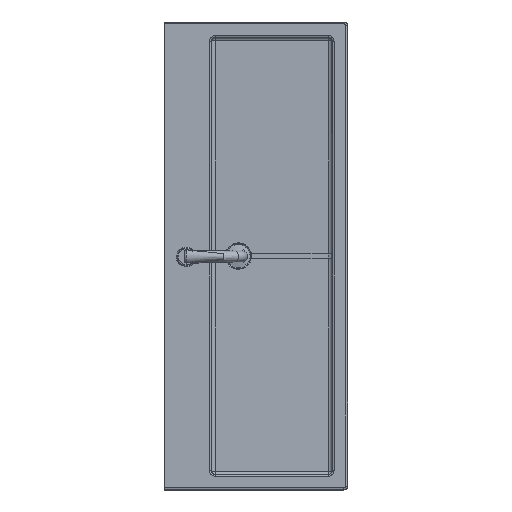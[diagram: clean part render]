
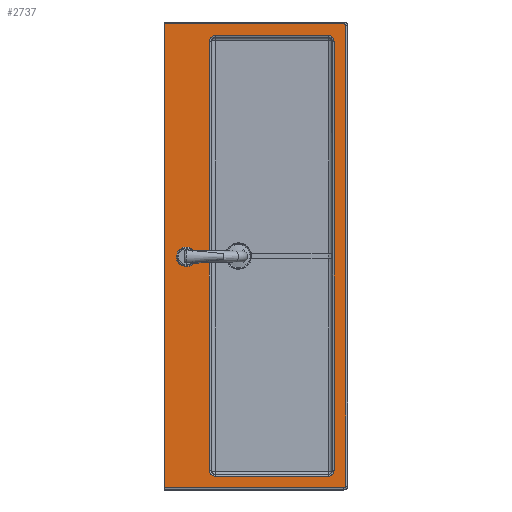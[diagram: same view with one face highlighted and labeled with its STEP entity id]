
A CAD part, top view. The second image highlights one B-rep face of the part: STEP entity #2737.
In plain terms, the highlighted planar face has unit normal (0, 0, 1).
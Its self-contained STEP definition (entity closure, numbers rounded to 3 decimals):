
#2513=CARTESIAN_POINT('',(1058.157,-8.821,130.0));
#2514=VERTEX_POINT('',#2513);
#2533=CARTESIAN_POINT('',(1063.157,-3.821,130.0));
#2534=VERTEX_POINT('',#2533);
#2542=CARTESIAN_POINT('',(1058.157,-3.821,130.0));
#2543=DIRECTION('',(0.0,0.0,-1.));
#2544=DIRECTION('',(0.707,-0.707,0.0));
#2545=AXIS2_PLACEMENT_3D('',#2542,#2543,#2544);
#2546=CIRCLE('',#2545,5.);
#2547=EDGE_CURVE('',#2534,#2514,#2546,.T.);
#2609=CARTESIAN_POINT('',(468.157,221.179,130.0));
#2610=DIRECTION('',(0.0,0.0,1.0));
#2611=DIRECTION('',(1.0,0.0,0.0));
#2612=AXIS2_PLACEMENT_3D('',#2609,#2610,#2611);
#2613=PLANE('',#2612);
#2614=ORIENTED_EDGE('',*,*,#2547,.F.);
#2615=CARTESIAN_POINT('',(1063.157,456.179,130.0));
#2616=VERTEX_POINT('',#2615);
#2617=CARTESIAN_POINT('',(1063.157,456.179,130.0));
#2618=DIRECTION('',(0.0,-1.0,0.0));
#2619=VECTOR('',#2618,460.);
#2620=LINE('',#2617,#2619);
#2621=EDGE_CURVE('',#2616,#2534,#2620,.T.);
#2622=ORIENTED_EDGE('',*,*,#2621,.F.);
#2623=CARTESIAN_POINT('',(-126.843,456.179,130.0));
#2624=VERTEX_POINT('',#2623);
#2625=CARTESIAN_POINT('',(-126.843,456.179,130.0));
#2626=DIRECTION('',(1.0,0.0,0.0));
#2627=VECTOR('',#2626,1190.0);
#2628=LINE('',#2625,#2627);
#2629=EDGE_CURVE('',#2624,#2616,#2628,.T.);
#2630=ORIENTED_EDGE('',*,*,#2629,.F.);
#2631=CARTESIAN_POINT('',(-126.843,-3.821,130.0));
#2632=VERTEX_POINT('',#2631);
#2633=CARTESIAN_POINT('',(-126.843,-3.821,130.0));
#2634=DIRECTION('',(0.0,1.0,0.0));
#2635=VECTOR('',#2634,460.);
#2636=LINE('',#2633,#2635);
#2637=EDGE_CURVE('',#2632,#2624,#2636,.T.);
#2638=ORIENTED_EDGE('',*,*,#2637,.F.);
#2639=CARTESIAN_POINT('',(-121.843,-8.821,130.0));
#2640=VERTEX_POINT('',#2639);
#2641=CARTESIAN_POINT('',(-121.843,-3.821,130.0));
#2642=DIRECTION('',(0.0,0.0,-1.));
#2643=DIRECTION('',(-0.707,-0.707,0.0));
#2644=AXIS2_PLACEMENT_3D('',#2641,#2642,#2643);
#2645=CIRCLE('',#2644,5.0);
#2646=EDGE_CURVE('',#2640,#2632,#2645,.T.);
#2647=ORIENTED_EDGE('',*,*,#2646,.F.);
#2648=CARTESIAN_POINT('',(1058.157,-8.821,130.0));
#2649=DIRECTION('',(-1.0,0.0,0.0));
#2650=VECTOR('',#2649,1180.0);
#2651=LINE('',#2648,#2650);
#2652=EDGE_CURVE('',#2514,#2640,#2651,.T.);
#2653=ORIENTED_EDGE('',*,*,#2652,.F.);
#2654=EDGE_LOOP('',(#2614,#2622,#2630,#2638,#2647,#2653));
#2655=FACE_OUTER_BOUND('',#2654,.T.);
#2656=CARTESIAN_POINT('',(490.657,399.587,130.0));
#2657=VERTEX_POINT('',#2656);
#2658=CARTESIAN_POINT('',(468.157,399.587,130.0));
#2659=DIRECTION('',(0.0,0.0,1.0));
#2660=DIRECTION('',(-1.0,0.0,0.0));
#2661=AXIS2_PLACEMENT_3D('',#2658,#2659,#2660);
#2662=CIRCLE('',#2661,22.5);
#2663=EDGE_CURVE('',#2657,#2657,#2662,.T.);
#2664=ORIENTED_EDGE('',*,*,#2663,.F.);
#2665=EDGE_LOOP('',(#2664));
#2666=FACE_BOUND('',#2665,.T.);
#2667=CARTESIAN_POINT('',(-96.843,326.179,130.0));
#2668=VERTEX_POINT('',#2667);
#2669=CARTESIAN_POINT('',(-96.843,36.179,130.0));
#2670=VERTEX_POINT('',#2669);
#2671=CARTESIAN_POINT('',(-96.843,326.179,130.0));
#2672=DIRECTION('',(0.0,-1.0,0.0));
#2673=VECTOR('',#2672,290.);
#2674=LINE('',#2671,#2673);
#2675=EDGE_CURVE('',#2668,#2670,#2674,.T.);
#2676=ORIENTED_EDGE('',*,*,#2675,.F.);
#2677=CARTESIAN_POINT('',(-81.843,341.179,130.0));
#2678=VERTEX_POINT('',#2677);
#2679=CARTESIAN_POINT('',(-81.843,326.179,130.0));
#2680=DIRECTION('',(0.0,0.0,1.0));
#2681=DIRECTION('',(-0.707,0.707,0.0));
#2682=AXIS2_PLACEMENT_3D('',#2679,#2680,#2681);
#2683=CIRCLE('',#2682,15.);
#2684=EDGE_CURVE('',#2678,#2668,#2683,.T.);
#2685=ORIENTED_EDGE('',*,*,#2684,.F.);
#2686=CARTESIAN_POINT('',(1018.157,341.179,130.0));
#2687=VERTEX_POINT('',#2686);
#2688=CARTESIAN_POINT('',(1018.157,341.179,130.0));
#2689=DIRECTION('',(-1.0,0.0,0.0));
#2690=VECTOR('',#2689,1100.);
#2691=LINE('',#2688,#2690);
#2692=EDGE_CURVE('',#2687,#2678,#2691,.T.);
#2693=ORIENTED_EDGE('',*,*,#2692,.F.);
#2694=CARTESIAN_POINT('',(1033.157,326.179,130.0));
#2695=VERTEX_POINT('',#2694);
#2696=CARTESIAN_POINT('',(1018.157,326.179,130.0));
#2697=DIRECTION('',(0.0,0.0,1.));
#2698=DIRECTION('',(0.707,0.707,0.0));
#2699=AXIS2_PLACEMENT_3D('',#2696,#2697,#2698);
#2700=CIRCLE('',#2699,15.);
#2701=EDGE_CURVE('',#2695,#2687,#2700,.T.);
#2702=ORIENTED_EDGE('',*,*,#2701,.F.);
#2703=CARTESIAN_POINT('',(1033.157,36.179,130.0));
#2704=VERTEX_POINT('',#2703);
#2705=CARTESIAN_POINT('',(1033.157,36.179,130.0));
#2706=DIRECTION('',(0.0,1.0,0.0));
#2707=VECTOR('',#2706,290.);
#2708=LINE('',#2705,#2707);
#2709=EDGE_CURVE('',#2704,#2695,#2708,.T.);
#2710=ORIENTED_EDGE('',*,*,#2709,.F.);
#2711=CARTESIAN_POINT('',(1018.157,21.179,130.0));
#2712=VERTEX_POINT('',#2711);
#2713=CARTESIAN_POINT('',(1018.157,36.179,130.0));
#2714=DIRECTION('',(0.0,0.0,1.0));
#2715=DIRECTION('',(0.707,-0.707,0.0));
#2716=AXIS2_PLACEMENT_3D('',#2713,#2714,#2715);
#2717=CIRCLE('',#2716,15.);
#2718=EDGE_CURVE('',#2712,#2704,#2717,.T.);
#2719=ORIENTED_EDGE('',*,*,#2718,.F.);
#2720=CARTESIAN_POINT('',(-81.843,21.179,130.0));
#2721=VERTEX_POINT('',#2720);
#2722=CARTESIAN_POINT('',(-81.843,21.179,130.0));
#2723=DIRECTION('',(1.0,0.0,0.0));
#2724=VECTOR('',#2723,1100.);
#2725=LINE('',#2722,#2724);
#2726=EDGE_CURVE('',#2721,#2712,#2725,.T.);
#2727=ORIENTED_EDGE('',*,*,#2726,.F.);
#2728=CARTESIAN_POINT('',(-81.843,36.179,130.0));
#2729=DIRECTION('',(0.0,0.0,1.));
#2730=DIRECTION('',(-0.707,-0.707,0.0));
#2731=AXIS2_PLACEMENT_3D('',#2728,#2729,#2730);
#2732=CIRCLE('',#2731,15.);
#2733=EDGE_CURVE('',#2670,#2721,#2732,.T.);
#2734=ORIENTED_EDGE('',*,*,#2733,.F.);
#2735=EDGE_LOOP('',(#2676,#2685,#2693,#2702,#2710,#2719,#2727,#2734));
#2736=FACE_BOUND('',#2735,.T.);
#2737=ADVANCED_FACE('',(#2655,#2666,#2736),#2613,.T.);
